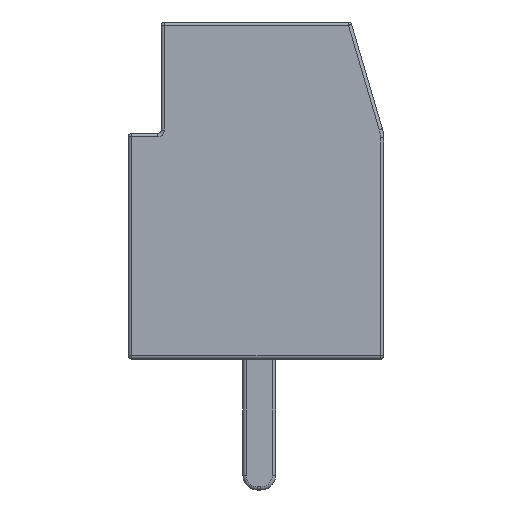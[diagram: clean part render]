
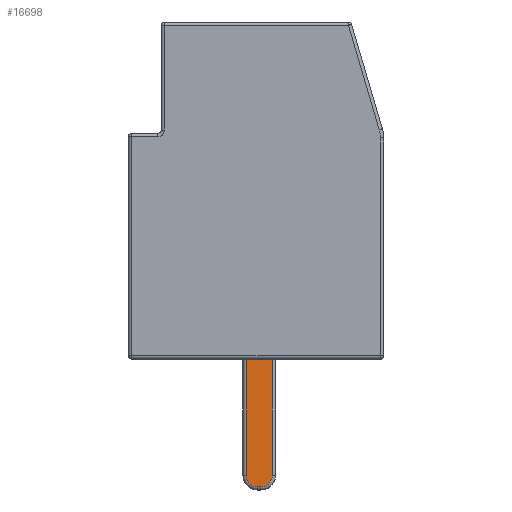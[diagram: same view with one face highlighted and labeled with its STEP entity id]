
A CAD part, left-side view. The second image highlights one B-rep face of the part: STEP entity #16698.
In plain terms, the highlighted planar face has unit normal (-1, 0, 0).
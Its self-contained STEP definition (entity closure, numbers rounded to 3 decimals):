
#16049 = CYLINDRICAL_SURFACE('',#16050,0.1);
#16050 = AXIS2_PLACEMENT_3D('',#16051,#16052,#16053);
#16051 = CARTESIAN_POINT('',(-0.2,0.4,-3.55));
#16052 = DIRECTION('',(0.,0.,1.));
#16053 = DIRECTION('',(-1.,0.,0.));
#16077 = PLANE('',#16078);
#16078 = AXIS2_PLACEMENT_3D('',#16079,#16080,#16081);
#16079 = CARTESIAN_POINT('',(0.,0.,0.5));
#16080 = DIRECTION('',(0.,0.,1.));
#16081 = DIRECTION('',(1.,0.,0.));
#16136 = TOROIDAL_SURFACE('',#16137,0.35,0.1);
#16137 = AXIS2_PLACEMENT_3D('',#16138,#16139,#16140);
#16138 = CARTESIAN_POINT('',(-0.2,0.05,-3.55));
#16139 = DIRECTION('',(1.,0.,0.));
#16140 = DIRECTION('',(0.,0.,-1.));
#16207 = VERTEX_POINT('',#16208);
#16208 = CARTESIAN_POINT('',(-0.3,0.4,-3.55));
#16232 = VERTEX_POINT('',#16233);
#16233 = CARTESIAN_POINT('',(-0.3,0.4,0.5));
#16259 = EDGE_CURVE('',#16207,#16232,#16260,.T.);
#16260 = SURFACE_CURVE('',#16261,(#16265,#16272),.PCURVE_S1.);
#16261 = LINE('',#16262,#16263);
#16262 = CARTESIAN_POINT('',(-0.3,0.4,-3.55));
#16263 = VECTOR('',#16264,1.);
#16264 = DIRECTION('',(0.,0.,1.));
#16265 = PCURVE('',#16049,#16266);
#16266 = DEFINITIONAL_REPRESENTATION('',(#16267),#16271);
#16267 = LINE('',#16268,#16269);
#16268 = CARTESIAN_POINT('',(-0.,0.));
#16269 = VECTOR('',#16270,1.);
#16270 = DIRECTION('',(-0.,1.));
#16271 = ( GEOMETRIC_REPRESENTATION_CONTEXT(2) 
PARAMETRIC_REPRESENTATION_CONTEXT() REPRESENTATION_CONTEXT('2D SPACE',''
  ) );
#16272 = PCURVE('',#16273,#16278);
#16273 = PLANE('',#16274);
#16274 = AXIS2_PLACEMENT_3D('',#16275,#16276,#16277);
#16275 = CARTESIAN_POINT('',(-0.3,-0.5,-4.));
#16276 = DIRECTION('',(-1.,0.,0.));
#16277 = DIRECTION('',(0.,1.,0.));
#16278 = DEFINITIONAL_REPRESENTATION('',(#16279),#16283);
#16279 = LINE('',#16280,#16281);
#16280 = CARTESIAN_POINT('',(0.9,-0.45));
#16281 = VECTOR('',#16282,1.);
#16282 = DIRECTION('',(0.,-1.));
#16283 = ( GEOMETRIC_REPRESENTATION_CONTEXT(2) 
PARAMETRIC_REPRESENTATION_CONTEXT() REPRESENTATION_CONTEXT('2D SPACE',''
  ) );
#16368 = EDGE_CURVE('',#16369,#16232,#16371,.T.);
#16369 = VERTEX_POINT('',#16370);
#16370 = CARTESIAN_POINT('',(-0.3,-0.4,0.5));
#16371 = SURFACE_CURVE('',#16372,(#16376,#16383),.PCURVE_S1.);
#16372 = LINE('',#16373,#16374);
#16373 = CARTESIAN_POINT('',(-0.3,-0.5,0.5));
#16374 = VECTOR('',#16375,1.);
#16375 = DIRECTION('',(0.,1.,0.));
#16376 = PCURVE('',#16077,#16377);
#16377 = DEFINITIONAL_REPRESENTATION('',(#16378),#16382);
#16378 = LINE('',#16379,#16380);
#16379 = CARTESIAN_POINT('',(-0.3,-0.5));
#16380 = VECTOR('',#16381,1.);
#16381 = DIRECTION('',(0.,1.));
#16382 = ( GEOMETRIC_REPRESENTATION_CONTEXT(2) 
PARAMETRIC_REPRESENTATION_CONTEXT() REPRESENTATION_CONTEXT('2D SPACE',''
  ) );
#16383 = PCURVE('',#16273,#16384);
#16384 = DEFINITIONAL_REPRESENTATION('',(#16385),#16389);
#16385 = LINE('',#16386,#16387);
#16386 = CARTESIAN_POINT('',(0.,-4.5));
#16387 = VECTOR('',#16388,1.);
#16388 = DIRECTION('',(1.,0.));
#16389 = ( GEOMETRIC_REPRESENTATION_CONTEXT(2) 
PARAMETRIC_REPRESENTATION_CONTEXT() REPRESENTATION_CONTEXT('2D SPACE',''
  ) );
#16408 = CYLINDRICAL_SURFACE('',#16409,0.1);
#16409 = AXIS2_PLACEMENT_3D('',#16410,#16411,#16412);
#16410 = CARTESIAN_POINT('',(-0.2,-0.4,0.5));
#16411 = DIRECTION('',(-0.,-0.,-1.));
#16412 = DIRECTION('',(-1.,0.,0.));
#16507 = VERTEX_POINT('',#16508);
#16508 = CARTESIAN_POINT('',(-0.3,0.05,-3.9));
#16523 = CYLINDRICAL_SURFACE('',#16524,0.1);
#16524 = AXIS2_PLACEMENT_3D('',#16525,#16526,#16527);
#16525 = CARTESIAN_POINT('',(-0.2,-0.05,-3.9));
#16526 = DIRECTION('',(0.,1.,0.));
#16527 = DIRECTION('',(-1.,0.,0.));
#16535 = EDGE_CURVE('',#16507,#16207,#16536,.T.);
#16536 = SURFACE_CURVE('',#16537,(#16542,#16549),.PCURVE_S1.);
#16537 = CIRCLE('',#16538,0.35);
#16538 = AXIS2_PLACEMENT_3D('',#16539,#16540,#16541);
#16539 = CARTESIAN_POINT('',(-0.3,0.05,-3.55));
#16540 = DIRECTION('',(1.,-0.,0.));
#16541 = DIRECTION('',(0.,0.,-1.));
#16542 = PCURVE('',#16136,#16543);
#16543 = DEFINITIONAL_REPRESENTATION('',(#16544),#16548);
#16544 = LINE('',#16545,#16546);
#16545 = CARTESIAN_POINT('',(0.,4.712));
#16546 = VECTOR('',#16547,1.);
#16547 = DIRECTION('',(1.,0.));
#16548 = ( GEOMETRIC_REPRESENTATION_CONTEXT(2) 
PARAMETRIC_REPRESENTATION_CONTEXT() REPRESENTATION_CONTEXT('2D SPACE',''
  ) );
#16549 = PCURVE('',#16273,#16550);
#16550 = DEFINITIONAL_REPRESENTATION('',(#16551),#16559);
#16551 = ( BOUNDED_CURVE() B_SPLINE_CURVE(2,(#16552,#16553,#16554,#16555
    ,#16556,#16557,#16558),.UNSPECIFIED.,.T.,.F.) 
B_SPLINE_CURVE_WITH_KNOTS((1,2,2,2,2,1),(-2.094,0.,
    2.094,4.189,6.283,8.378),
.UNSPECIFIED.) CURVE() GEOMETRIC_REPRESENTATION_ITEM() 
RATIONAL_B_SPLINE_CURVE((1.,0.5,1.,0.5,1.,0.5,1.)) REPRESENTATION_ITEM(
  '') );
#16552 = CARTESIAN_POINT('',(0.55,-0.1));
#16553 = CARTESIAN_POINT('',(1.156,-0.1));
#16554 = CARTESIAN_POINT('',(0.853,-0.625));
#16555 = CARTESIAN_POINT('',(0.55,-1.15));
#16556 = CARTESIAN_POINT('',(0.247,-0.625));
#16557 = CARTESIAN_POINT('',(-0.056,-0.1));
#16558 = CARTESIAN_POINT('',(0.55,-0.1));
#16559 = ( GEOMETRIC_REPRESENTATION_CONTEXT(2) 
PARAMETRIC_REPRESENTATION_CONTEXT() REPRESENTATION_CONTEXT('2D SPACE',''
  ) );
#16698 = ADVANCED_FACE('',(#16699),#16273,.T.);
#16699 = FACE_BOUND('',#16700,.T.);
#16700 = EDGE_LOOP('',(#16701,#16702,#16703,#16704,#16727,#16760));
#16701 = ORIENTED_EDGE('',*,*,#16368,.T.);
#16702 = ORIENTED_EDGE('',*,*,#16259,.F.);
#16703 = ORIENTED_EDGE('',*,*,#16535,.F.);
#16704 = ORIENTED_EDGE('',*,*,#16705,.F.);
#16705 = EDGE_CURVE('',#16706,#16507,#16708,.T.);
#16706 = VERTEX_POINT('',#16707);
#16707 = CARTESIAN_POINT('',(-0.3,-0.05,-3.9));
#16708 = SURFACE_CURVE('',#16709,(#16713,#16720),.PCURVE_S1.);
#16709 = LINE('',#16710,#16711);
#16710 = CARTESIAN_POINT('',(-0.3,-0.05,-3.9));
#16711 = VECTOR('',#16712,1.);
#16712 = DIRECTION('',(0.,1.,0.));
#16713 = PCURVE('',#16273,#16714);
#16714 = DEFINITIONAL_REPRESENTATION('',(#16715),#16719);
#16715 = LINE('',#16716,#16717);
#16716 = CARTESIAN_POINT('',(0.45,-0.1));
#16717 = VECTOR('',#16718,1.);
#16718 = DIRECTION('',(1.,0.));
#16719 = ( GEOMETRIC_REPRESENTATION_CONTEXT(2) 
PARAMETRIC_REPRESENTATION_CONTEXT() REPRESENTATION_CONTEXT('2D SPACE',''
  ) );
#16720 = PCURVE('',#16523,#16721);
#16721 = DEFINITIONAL_REPRESENTATION('',(#16722),#16726);
#16722 = LINE('',#16723,#16724);
#16723 = CARTESIAN_POINT('',(-0.,0.));
#16724 = VECTOR('',#16725,1.);
#16725 = DIRECTION('',(-0.,1.));
#16726 = ( GEOMETRIC_REPRESENTATION_CONTEXT(2) 
PARAMETRIC_REPRESENTATION_CONTEXT() REPRESENTATION_CONTEXT('2D SPACE',''
  ) );
#16727 = ORIENTED_EDGE('',*,*,#16728,.F.);
#16728 = EDGE_CURVE('',#16729,#16706,#16731,.T.);
#16729 = VERTEX_POINT('',#16730);
#16730 = CARTESIAN_POINT('',(-0.3,-0.4,-3.55));
#16731 = SURFACE_CURVE('',#16732,(#16737,#16748),.PCURVE_S1.);
#16732 = CIRCLE('',#16733,0.35);
#16733 = AXIS2_PLACEMENT_3D('',#16734,#16735,#16736);
#16734 = CARTESIAN_POINT('',(-0.3,-0.05,-3.55));
#16735 = DIRECTION('',(1.,0.,0.));
#16736 = DIRECTION('',(0.,-1.,0.));
#16737 = PCURVE('',#16273,#16738);
#16738 = DEFINITIONAL_REPRESENTATION('',(#16739),#16747);
#16739 = ( BOUNDED_CURVE() B_SPLINE_CURVE(2,(#16740,#16741,#16742,#16743
    ,#16744,#16745,#16746),.UNSPECIFIED.,.T.,.F.) 
B_SPLINE_CURVE_WITH_KNOTS((1,2,2,2,2,1),(-2.094,0.,
    2.094,4.189,6.283,8.378),
.UNSPECIFIED.) CURVE() GEOMETRIC_REPRESENTATION_ITEM() 
RATIONAL_B_SPLINE_CURVE((1.,0.5,1.,0.5,1.,0.5,1.)) REPRESENTATION_ITEM(
  '') );
#16740 = CARTESIAN_POINT('',(0.1,-0.45));
#16741 = CARTESIAN_POINT('',(0.1,0.156));
#16742 = CARTESIAN_POINT('',(0.625,-0.147));
#16743 = CARTESIAN_POINT('',(1.15,-0.45));
#16744 = CARTESIAN_POINT('',(0.625,-0.753));
#16745 = CARTESIAN_POINT('',(0.1,-1.056));
#16746 = CARTESIAN_POINT('',(0.1,-0.45));
#16747 = ( GEOMETRIC_REPRESENTATION_CONTEXT(2) 
PARAMETRIC_REPRESENTATION_CONTEXT() REPRESENTATION_CONTEXT('2D SPACE',''
  ) );
#16748 = PCURVE('',#16749,#16754);
#16749 = TOROIDAL_SURFACE('',#16750,0.35,0.1);
#16750 = AXIS2_PLACEMENT_3D('',#16751,#16752,#16753);
#16751 = CARTESIAN_POINT('',(-0.2,-0.05,-3.55));
#16752 = DIRECTION('',(1.,0.,0.));
#16753 = DIRECTION('',(0.,-1.,0.));
#16754 = DEFINITIONAL_REPRESENTATION('',(#16755),#16759);
#16755 = LINE('',#16756,#16757);
#16756 = CARTESIAN_POINT('',(0.,4.712));
#16757 = VECTOR('',#16758,1.);
#16758 = DIRECTION('',(1.,0.));
#16759 = ( GEOMETRIC_REPRESENTATION_CONTEXT(2) 
PARAMETRIC_REPRESENTATION_CONTEXT() REPRESENTATION_CONTEXT('2D SPACE',''
  ) );
#16760 = ORIENTED_EDGE('',*,*,#16761,.F.);
#16761 = EDGE_CURVE('',#16369,#16729,#16762,.T.);
#16762 = SURFACE_CURVE('',#16763,(#16767,#16774),.PCURVE_S1.);
#16763 = LINE('',#16764,#16765);
#16764 = CARTESIAN_POINT('',(-0.3,-0.4,0.5));
#16765 = VECTOR('',#16766,1.);
#16766 = DIRECTION('',(-0.,-0.,-1.));
#16767 = PCURVE('',#16273,#16768);
#16768 = DEFINITIONAL_REPRESENTATION('',(#16769),#16773);
#16769 = LINE('',#16770,#16771);
#16770 = CARTESIAN_POINT('',(0.1,-4.5));
#16771 = VECTOR('',#16772,1.);
#16772 = DIRECTION('',(0.,1.));
#16773 = ( GEOMETRIC_REPRESENTATION_CONTEXT(2) 
PARAMETRIC_REPRESENTATION_CONTEXT() REPRESENTATION_CONTEXT('2D SPACE',''
  ) );
#16774 = PCURVE('',#16408,#16775);
#16775 = DEFINITIONAL_REPRESENTATION('',(#16776),#16780);
#16776 = LINE('',#16777,#16778);
#16777 = CARTESIAN_POINT('',(-0.,0.));
#16778 = VECTOR('',#16779,1.);
#16779 = DIRECTION('',(-0.,1.));
#16780 = ( GEOMETRIC_REPRESENTATION_CONTEXT(2) 
PARAMETRIC_REPRESENTATION_CONTEXT() REPRESENTATION_CONTEXT('2D SPACE',''
  ) );
